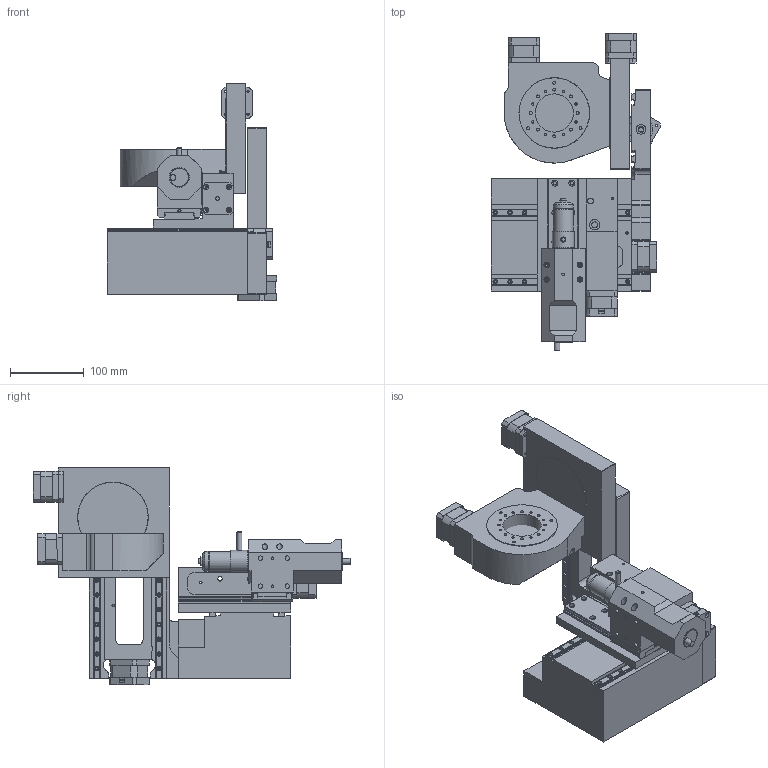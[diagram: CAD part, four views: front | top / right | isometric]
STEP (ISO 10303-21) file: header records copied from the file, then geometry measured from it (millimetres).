
FILE_DESCRIPTION(/* description */ (''),/* implementation_level */ '2;1');
FILE_NAME(/* name */ 'V2-50 Machine Model - Simplified v11.step',/* time_stamp */ '2021-11-29T10:23:34-07:00',/* author */ (''),/* organization */ (''),/* preprocessor_version */ 'ST-DEVELOPER v18.1',/* originating_system */ 'Autodesk Translation Framework v10.10.0.1391',/* authorisation */ '');
FILE_SCHEMA (('AUTOMOTIVE_DESIGN { 1 0 10303 214 3 1 1 }'));
Length unit declared in the file: metre
Products named in the file (29): V2-50 Machine Model - Simplified; X Rail (1); A Axis Backing Plate; Main Block; L Bracket; Y Rail; Y Rail (1); _SRS9XM22613 Track; B Disc; Tool Probe; Z Motor; B Motor; X Motor; Trunnion; X Rail; _SRS9XM1905 Track; X Carriage; Y Motor; Z Rail; _SRS15WMSS1 Slider; _SRS15WM15216 Track; Assembly 1 <1>; Part 1; 10083 - V2-50 Spindle Mount; Part 1 (1); A Motor; Nema 17 Front; Nema 17 Center; Nema 17 Back
Assembly tree (42 placements, depth 3):
  V2-50 Machine Model - Simplified
    X Rail (1)
      _SRS9XM1905 Track
    A Axis Backing Plate
    Main Block
    L Bracket
    Y Rail
      _SRS9XM22613 Track
    Y Rail (1)
      _SRS9XM22613 Track
    B Disc
    Tool Probe
    Z Motor
      Nema 17 Front
      Nema 17 Back
      Nema 17 Center
    B Motor
      Nema 17 Front
      Nema 17 Back
      Nema 17 Center
    X Motor
      Nema 17 Back
      Nema 17 Front
      Nema 17 Center
    Trunnion
    X Rail
      _SRS9XM1905 Track
    X Carriage
    Y Motor
      Nema 17 Front
      Nema 17 Back
      Nema 17 Center
    Z Rail
      _SRS15WMSS1 Slider
      _SRS15WM15216 Track
    Assembly 1 <1>
      Part 1
      10083 - V2-50 Spindle Mount
      Part 1 (1)
    A Motor
      Nema 17 Front
      Nema 17 Center
      Nema 17 Back
Bounding box: 229.9 x 430.89 x 295.1 mm (x, y, z)
Volume: 5505591.5 mm3; surface area: 701835.7 mm2
Topology: 31 solids, 36 shells, 1442 faces, 3338 edges, 2203 vertices
Faces by surface type: plane 737, cylinder 658, cone 45, bspline 2
Full cylindrical faces by diameter (mm): 1.15 x20, 2 x10, 3 x127, 3.175 x18, 3.242 x4, 3.5 x50, 4 x23, 4.5 x12, 5 x10, 6 x56, 6.35 x5, 6.8 x4, 6.85 x1, 7 x1, 7.5 x4, 7.93 x2, 8 x10, 8.051 x2, 8.5 x1, 10.4 x10, 12 x1, 12.954 x2, 14 x1, 14.6 x1, 15.85 x1, 16 x1, 17.83 x1, 18 x7, 22 x6, 25 x1
Entity records: 30929 total; most frequent: DIRECTION 5475, CARTESIAN_POINT 5328, ORIENTED_EDGE 4740, EDGE_CURVE 2370, AXIS2_PLACEMENT_3D 2032, VERTEX_POINT 1567, LINE 1411, VECTOR 1411
